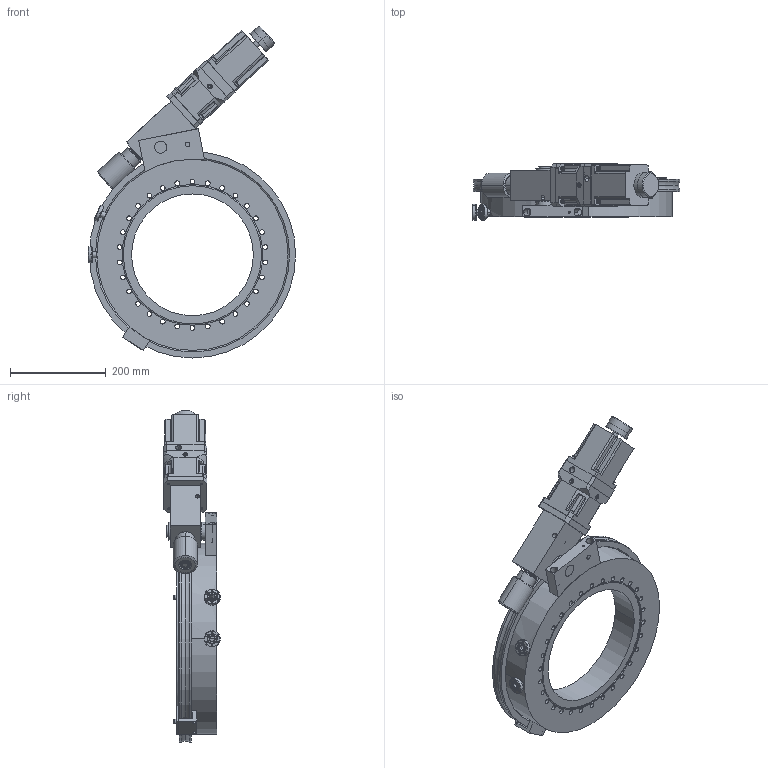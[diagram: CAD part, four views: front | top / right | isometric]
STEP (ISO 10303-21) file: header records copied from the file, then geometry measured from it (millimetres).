
FILE_DESCRIPTION (( 'STEP AP214' ), '1' );
FILE_NAME ('SLO-EX, RNN-1000_MS.STEP', '2018-04-18T16:37:00', ( '' ), ( '' ), 'SwSTEP 2.0', 'SolidWorks 2010', '' );
FILE_SCHEMA (( 'AUTOMOTIVE_DESIGN' ));
Length unit declared in the file: inch
Products named in the file (1): SLO-EX, RNN-1000_MS
Bounding box: 433.73 x 118.08 x 694.73 mm (x, y, z)
Surface area: 740948.2 mm2 (no closed solid volume)
Topology: 0 solids, 78 shells, 767 faces, 3089 edges, 2285 vertices
Faces by surface type: cylinder 378, plane 249, cone 90, bspline 34, torus 12, sphere 4
Entity records: 47997 total; most frequent: CARTESIAN_POINT 12540, DIRECTION 5407, ORIENTED_EDGE 4599, EDGE_CURVE 3067, VERTEX_POINT 2285, AXIS2_PLACEMENT_3D 1938, LINE 1531, VECTOR 1531
